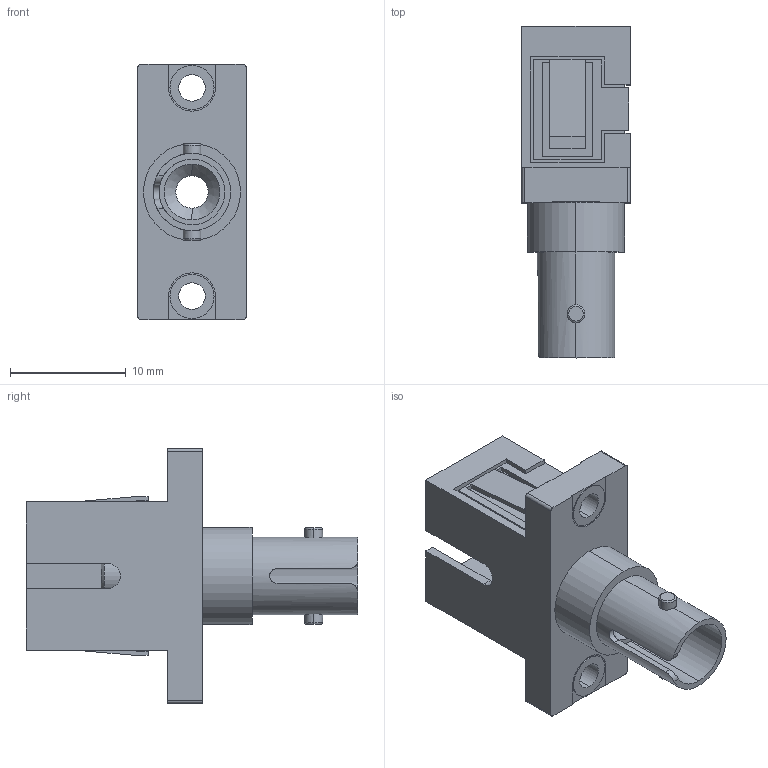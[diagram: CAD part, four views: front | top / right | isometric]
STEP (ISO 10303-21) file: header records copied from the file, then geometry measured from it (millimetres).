
FILE_DESCRIPTION (( 'STEP AP214' ), '1' );
FILE_NAME ('FOA-AM-SCFSTF_3D.STEP', '2020-07-10T18:30:42', ( '' ), ( '' ), 'SwSTEP 2.0', 'SolidWorks 2018', '' );
FILE_SCHEMA (( 'AUTOMOTIVE_DESIGN' ));
Length unit declared in the file: inch
Products named in the file (1): FOA-AM-SCFSTF_3D
Bounding box: 9.35 x 28.65 x 22.02 mm (x, y, z)
Volume: 1487.9 mm3; surface area: 2626.8 mm2
Topology: 1 solids, 1 shells, 163 faces, 444 edges, 292 vertices
Faces by surface type: plane 115, cylinder 40, cone 4, torus 4
Entity records: 6054 total; most frequent: CARTESIAN_POINT 1018, ORIENTED_EDGE 888, DIRECTION 842, EDGE_CURVE 444, LINE 346, VECTOR 346, VERTEX_POINT 292, AXIS2_PLACEMENT_3D 248
